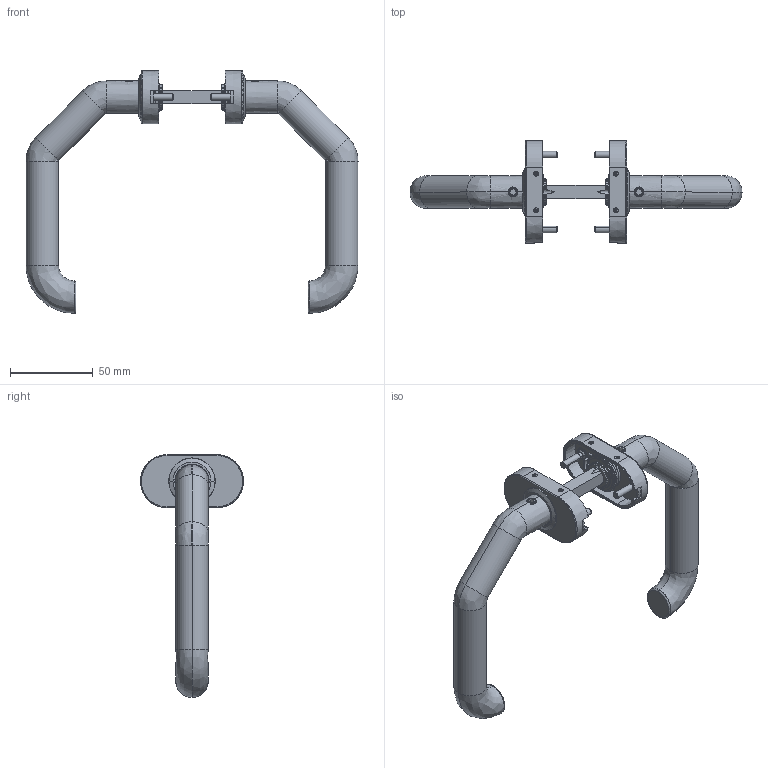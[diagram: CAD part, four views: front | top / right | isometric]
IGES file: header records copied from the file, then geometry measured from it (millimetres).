
Start section: SolidWorks IGES file using analytic representation for surfaces
Global section: file name: 203-VA.IGS; native system: SolidWorks 2018; preprocessor: SolidWorks 2018; author: Christian; date: 220728.091450; units: millimetre
Bounding box: 200 x 62 x 146.2 mm (x, y, z)
Surface area: 80453.7 mm2 (no closed solid volume)
Topology: 0 solids, 0 shells, 1070 faces, 14392 edges, 14358 vertices
Faces by surface type: bspline 732, revolution 338
